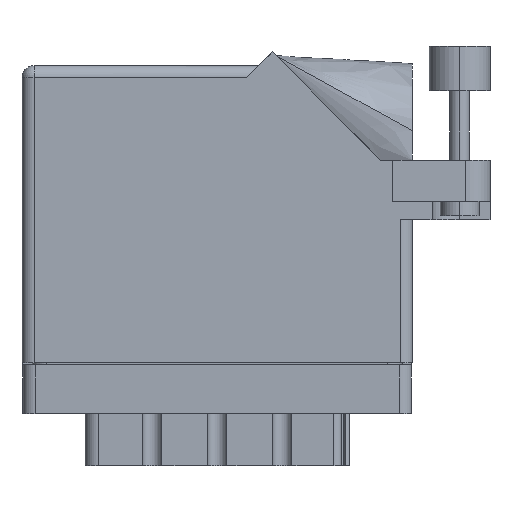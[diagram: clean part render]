
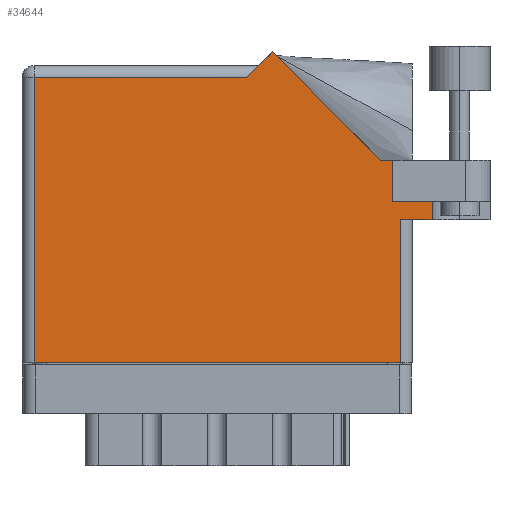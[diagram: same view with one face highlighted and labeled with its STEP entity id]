
A CAD part, front view. The second image highlights one B-rep face of the part: STEP entity #34644.
In plain terms, the highlighted face is planar.
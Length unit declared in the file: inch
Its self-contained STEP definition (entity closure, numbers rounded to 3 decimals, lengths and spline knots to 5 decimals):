
#299 = CARTESIAN_POINT ( 'NONE',  ( 0., 1.53, 0. ) ) ;
#472 = DIRECTION ( 'NONE',  ( 0., 1., 0. ) ) ;
#800 = VERTEX_POINT ( 'NONE', #29672 ) ;
#1583 = CARTESIAN_POINT ( 'NONE',  ( 0.062, 0., 0. ) ) ;
#3657 = LINE ( 'NONE', #1583, #36803 ) ;
#4685 = VECTOR ( 'NONE', #16352, 39.37008 ) ;
#4697 = DIRECTION ( 'NONE',  ( 1., 0., 0. ) ) ;
#4771 = EDGE_CURVE ( 'NONE', #36769, #35992, #35213, .T. ) ;
#5178 = VECTOR ( 'NONE', #15144, 39.37008 ) ;
#5212 = DIRECTION ( 'NONE',  ( 0., -1., 0. ) ) ;
#5805 = LINE ( 'NONE', #26422, #6812 ) ;
#5921 = CARTESIAN_POINT ( 'NONE',  ( 2.1115, 1.16177, 0. ) ) ;
#6057 = DIRECTION ( 'NONE',  ( 0., -1., 0. ) ) ;
#6478 = CARTESIAN_POINT ( 'NONE',  ( 1.28771, 1.60071, 0. ) ) ;
#6812 = VECTOR ( 'NONE', #472, 39.37008 ) ;
#7260 = CARTESIAN_POINT ( 'NONE',  ( 0.062, 0., 0. ) ) ;
#7692 = CARTESIAN_POINT ( 'NONE',  ( 1.155, 1.468, 0. ) ) ;
#8353 = ORIENTED_EDGE ( 'NONE', *, *, #11360, .T. ) ;
#8828 = VECTOR ( 'NONE', #6057, 39.37008 ) ;
#9945 = ORIENTED_EDGE ( 'NONE', *, *, #38255, .T. ) ;
#10069 = PLANE ( 'NONE',  #40236 ) ;
#10751 = CARTESIAN_POINT ( 'NONE',  ( 0.062, 1.468, 0. ) ) ;
#11360 = EDGE_CURVE ( 'NONE', #20638, #32418, #40119, .T. ) ;
#11451 = CARTESIAN_POINT ( 'NONE',  ( 1.91, 1.044, 0. ) ) ;
#12034 = CARTESIAN_POINT ( 'NONE',  ( 2.41, 1.044, 0. ) ) ;
#12069 = VECTOR ( 'NONE', #22522, 39.37008 ) ;
#12612 = LINE ( 'NONE', #13348, #32746 ) ;
#12686 = VERTEX_POINT ( 'NONE', #6478 ) ;
#12961 = ORIENTED_EDGE ( 'NONE', *, *, #26699, .T. ) ;
#13326 = EDGE_CURVE ( 'NONE', #37116, #24330, #5805, .T. ) ;
#13348 = CARTESIAN_POINT ( 'NONE',  ( 1.948, 0.737, 0. ) ) ;
#13515 = VECTOR ( 'NONE', #31638, 39.37008 ) ;
#13761 = LINE ( 'NONE', #18462, #23848 ) ;
#14152 = EDGE_CURVE ( 'NONE', #12686, #20638, #13761, .T. ) ;
#15144 = DIRECTION ( 'NONE',  ( -0.707, 0.707, 0. ) ) ;
#16050 = VERTEX_POINT ( 'NONE', #7260 ) ;
#16352 = DIRECTION ( 'NONE',  ( 1., 0., 0. ) ) ;
#16501 = CARTESIAN_POINT ( 'NONE',  ( 2.1115, 0.737, 0. ) ) ;
#16510 = ORIENTED_EDGE ( 'NONE', *, *, #29072, .F. ) ;
#17382 = LINE ( 'NONE', #5921, #8828 ) ;
#17835 = VERTEX_POINT ( 'NONE', #25292 ) ;
#18462 = CARTESIAN_POINT ( 'NONE',  ( 1.217, 1.53, 0. ) ) ;
#18989 = EDGE_CURVE ( 'NONE', #24330, #41376, #20541, .T. ) ;
#20015 = ORIENTED_EDGE ( 'NONE', *, *, #14152, .T. ) ;
#20541 = LINE ( 'NONE', #12034, #35604 ) ;
#20638 = VERTEX_POINT ( 'NONE', #7692 ) ;
#20886 = DIRECTION ( 'NONE',  ( -1., 0., 0. ) ) ;
#21567 = EDGE_CURVE ( 'NONE', #37116, #800, #23825, .T. ) ;
#21622 = LINE ( 'NONE', #33806, #22643 ) ;
#21990 = CARTESIAN_POINT ( 'NONE',  ( 1.84442, 1.044, 0. ) ) ;
#22522 = DIRECTION ( 'NONE',  ( 1., 0., 0. ) ) ;
#22643 = VECTOR ( 'NONE', #4697, 39.37008 ) ;
#22663 = ORIENTED_EDGE ( 'NONE', *, *, #4771, .T. ) ;
#23825 = LINE ( 'NONE', #25785, #4685 ) ;
#23848 = VECTOR ( 'NONE', #24808, 39.37008 ) ;
#24085 = ORIENTED_EDGE ( 'NONE', *, *, #18989, .T. ) ;
#24330 = VERTEX_POINT ( 'NONE', #11451 ) ;
#24808 = DIRECTION ( 'NONE',  ( -0.707, -0.707, 0. ) ) ;
#25292 = CARTESIAN_POINT ( 'NONE',  ( 1.948, 0., 0. ) ) ;
#25325 = LINE ( 'NONE', #21990, #5178 ) ;
#25785 = CARTESIAN_POINT ( 'NONE',  ( 1.91, 0.831, 0. ) ) ;
#26422 = CARTESIAN_POINT ( 'NONE',  ( 1.91, 0.831, 0. ) ) ;
#26699 = EDGE_CURVE ( 'NONE', #32418, #16050, #3657, .T. ) ;
#27492 = ORIENTED_EDGE ( 'NONE', *, *, #13326, .T. ) ;
#27791 = EDGE_CURVE ( 'NONE', #16050, #17835, #21622, .T. ) ;
#28935 = CARTESIAN_POINT ( 'NONE',  ( 0., 1.468, 0. ) ) ;
#29072 = EDGE_CURVE ( 'NONE', #800, #35992, #17382, .T. ) ;
#29172 = ORIENTED_EDGE ( 'NONE', *, *, #21567, .F. ) ;
#29317 = CARTESIAN_POINT ( 'NONE',  ( 1.91, 0.831, 0. ) ) ;
#29672 = CARTESIAN_POINT ( 'NONE',  ( 2.1115, 0.831, 0. ) ) ;
#31638 = DIRECTION ( 'NONE',  ( -1., 0., 0. ) ) ;
#32129 = CARTESIAN_POINT ( 'NONE',  ( 1.84442, 1.044, 0. ) ) ;
#32418 = VERTEX_POINT ( 'NONE', #10751 ) ;
#32502 = ORIENTED_EDGE ( 'NONE', *, *, #27791, .T. ) ;
#32529 = DIRECTION ( 'NONE',  ( 0., 0., -1. ) ) ;
#32746 = VECTOR ( 'NONE', #36229, 39.37008 ) ;
#33806 = CARTESIAN_POINT ( 'NONE',  ( 0., 0., 0. ) ) ;
#34100 = EDGE_CURVE ( 'NONE', #17835, #36769, #12612, .T. ) ;
#34644 = ADVANCED_FACE ( 'NONE', ( #35734 ), #10069, .F. ) ;
#34714 = ORIENTED_EDGE ( 'NONE', *, *, #34100, .T. ) ;
#35213 = LINE ( 'NONE', #38513, #12069 ) ;
#35604 = VECTOR ( 'NONE', #20886, 39.37008 ) ;
#35734 = FACE_OUTER_BOUND ( 'NONE', #41069, .T. ) ;
#35771 = DIRECTION ( 'NONE',  ( -1., 0., 0. ) ) ;
#35992 = VERTEX_POINT ( 'NONE', #16501 ) ;
#36229 = DIRECTION ( 'NONE',  ( 0., 1., 0. ) ) ;
#36769 = VERTEX_POINT ( 'NONE', #40684 ) ;
#36803 = VECTOR ( 'NONE', #5212, 39.37008 ) ;
#37116 = VERTEX_POINT ( 'NONE', #29317 ) ;
#38255 = EDGE_CURVE ( 'NONE', #41376, #12686, #25325, .T. ) ;
#38513 = CARTESIAN_POINT ( 'NONE',  ( 2.01, 0.737, 0. ) ) ;
#40119 = LINE ( 'NONE', #28935, #13515 ) ;
#40236 = AXIS2_PLACEMENT_3D ( 'NONE', #299, #32529, #35771 ) ;
#40684 = CARTESIAN_POINT ( 'NONE',  ( 1.948, 0.737, 0. ) ) ;
#41069 = EDGE_LOOP ( 'NONE', ( #32502, #34714, #22663, #16510, #29172, #27492, #24085, #9945, #20015, #8353, #12961 ) ) ;
#41376 = VERTEX_POINT ( 'NONE', #32129 ) ;
